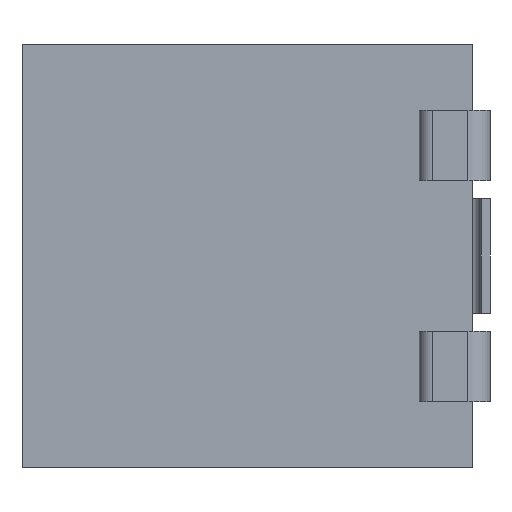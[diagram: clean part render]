
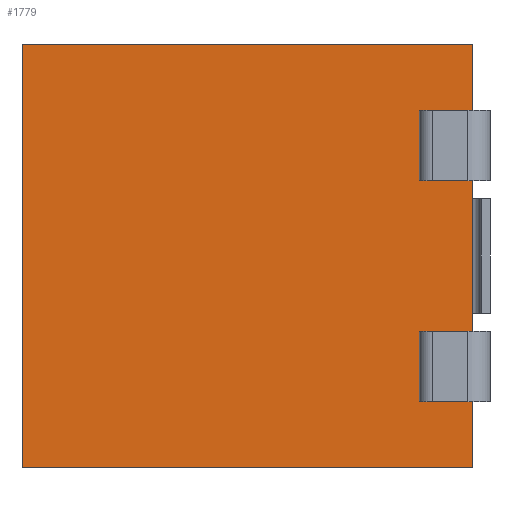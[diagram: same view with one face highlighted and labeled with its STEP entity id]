
A CAD part, left-side view. The second image highlights one B-rep face of the part: STEP entity #1779.
In plain terms, the highlighted planar face has unit normal (-1, 0, 0).
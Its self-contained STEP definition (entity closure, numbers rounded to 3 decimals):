
#69 = DIRECTION ( 'NONE',  ( 0., 0., 1. ) ) ;
#158 = VECTOR ( 'NONE', #1119, 1000. ) ;
#178 = CARTESIAN_POINT ( 'NONE',  ( -1.75, 5.3, 2.4 ) ) ;
#292 = EDGE_CURVE ( 'NONE', #560, #1225, #766, .T. ) ;
#323 = VECTOR ( 'NONE', #911, 1000. ) ;
#339 = CARTESIAN_POINT ( 'NONE',  ( -1.75, 0.2, 2.4 ) ) ;
#435 = FACE_OUTER_BOUND ( 'NONE', #1356, .T. ) ;
#473 = DIRECTION ( 'NONE',  ( 0., 0., 1. ) ) ;
#555 = VECTOR ( 'NONE', #473, 1000. ) ;
#560 = VERTEX_POINT ( 'NONE', #2181 ) ;
#622 = CARTESIAN_POINT ( 'NONE',  ( -1.75, 5.3, 2.4 ) ) ;
#676 = DIRECTION ( 'NONE',  ( 0., 0., 1. ) ) ;
#766 = LINE ( 'NONE', #1683, #1896 ) ;
#837 = DIRECTION ( 'NONE',  ( -1., 0., 0. ) ) ;
#888 = VERTEX_POINT ( 'NONE', #1236 ) ;
#911 = DIRECTION ( 'NONE',  ( 0., 1., 0. ) ) ;
#933 = CARTESIAN_POINT ( 'NONE',  ( -1.75, 0.2, -2.4 ) ) ;
#1013 = PLANE ( 'NONE',  #2178 ) ;
#1107 = ORIENTED_EDGE ( 'NONE', *, *, #1969, .F. ) ;
#1119 = DIRECTION ( 'NONE',  ( 0., 1., 0. ) ) ;
#1225 = VERTEX_POINT ( 'NONE', #1797 ) ;
#1236 = CARTESIAN_POINT ( 'NONE',  ( -1.75, 5.3, -2.4 ) ) ;
#1356 = EDGE_LOOP ( 'NONE', ( #1438, #1107, #1908, #1439 ) ) ;
#1438 = ORIENTED_EDGE ( 'NONE', *, *, #2192, .F. ) ;
#1439 = ORIENTED_EDGE ( 'NONE', *, *, #2022, .T. ) ;
#1449 = LINE ( 'NONE', #933, #323 ) ;
#1459 = CARTESIAN_POINT ( 'NONE',  ( -1.75, 0.2, 2.4 ) ) ;
#1667 = VERTEX_POINT ( 'NONE', #178 ) ;
#1683 = CARTESIAN_POINT ( 'NONE',  ( -1.75, 0.2, 2.4 ) ) ;
#1779 = ADVANCED_FACE ( 'NONE', ( #435 ), #1013, .T. ) ;
#1797 = CARTESIAN_POINT ( 'NONE',  ( -1.75, 0.2, 2.4 ) ) ;
#1896 = VECTOR ( 'NONE', #69, 1000. ) ;
#1908 = ORIENTED_EDGE ( 'NONE', *, *, #292, .T. ) ;
#1964 = LINE ( 'NONE', #622, #555 ) ;
#1969 = EDGE_CURVE ( 'NONE', #560, #888, #1449, .T. ) ;
#1993 = LINE ( 'NONE', #1459, #158 ) ;
#2022 = EDGE_CURVE ( 'NONE', #1225, #1667, #1993, .T. ) ;
#2178 = AXIS2_PLACEMENT_3D ( 'NONE', #339, #837, #676 ) ;
#2181 = CARTESIAN_POINT ( 'NONE',  ( -1.75, 0.2, -2.4 ) ) ;
#2192 = EDGE_CURVE ( 'NONE', #888, #1667, #1964, .T. ) ;
